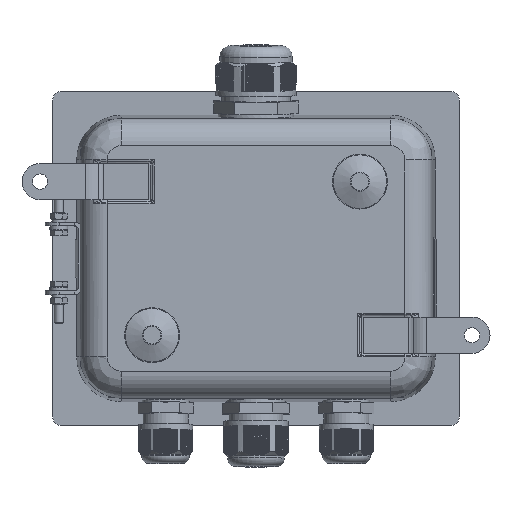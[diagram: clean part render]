
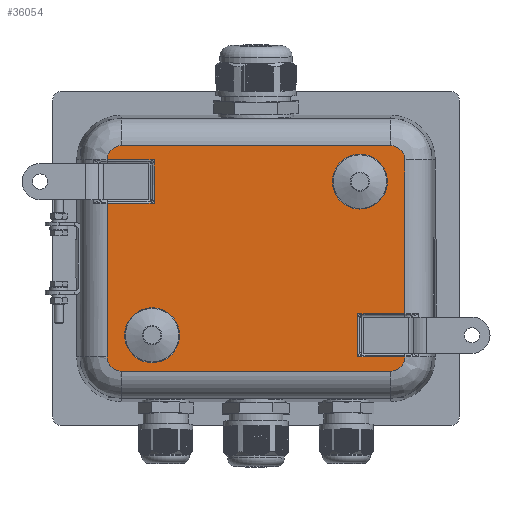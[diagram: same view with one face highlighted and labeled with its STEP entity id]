
A CAD part, front view. The second image highlights one B-rep face of the part: STEP entity #36054.
In plain terms, the highlighted planar face has unit normal (0, -1, 0).
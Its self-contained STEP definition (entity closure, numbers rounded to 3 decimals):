
#2486=LINE('',#49280,#5303);
#2487=LINE('',#49310,#5304);
#2492=LINE('',#49336,#5309);
#2496=LINE('',#49362,#5313);
#2502=LINE('',#49459,#5319);
#2504=LINE('',#49479,#5321);
#2510=LINE('',#49570,#5327);
#2514=LINE('',#49615,#5331);
#2519=LINE('',#49685,#5336);
#2520=LINE('',#49688,#5337);
#5303=VECTOR('',#40831,10.);
#5304=VECTOR('',#40846,10.);
#5309=VECTOR('',#40857,10.);
#5313=VECTOR('',#40873,10.);
#5319=VECTOR('',#40901,10.);
#5321=VECTOR('',#40911,10.);
#5327=VECTOR('',#40945,10.);
#5331=VECTOR('',#40969,10.);
#5336=VECTOR('',#40998,10.);
#5337=VECTOR('',#41003,10.);
#8198=FACE_BOUND('',#12186,.T.);
#8199=FACE_BOUND('',#12187,.T.);
#10253=FACE_OUTER_BOUND('',#12185,.T.);
#12185=EDGE_LOOP('',(#24352,#24353,#24354,#24355,#24356,#24357,#24358,#24359,
#24360,#24361,#24362,#24363,#24364,#24365));
#12186=EDGE_LOOP('',(#24366));
#12187=EDGE_LOOP('',(#24367));
#14153=CIRCLE('',#37977,7.896);
#14157=CIRCLE('',#37981,7.896);
#14161=CIRCLE('',#37986,7.896);
#14164=CIRCLE('',#37989,7.896);
#14203=CIRCLE('',#38066,15.194);
#14207=CIRCLE('',#38073,15.194);
#15166=VERTEX_POINT('',#49250);
#15169=VERTEX_POINT('',#49256);
#15170=VERTEX_POINT('',#49268);
#15173=VERTEX_POINT('',#49273);
#15174=VERTEX_POINT('',#49278);
#15176=VERTEX_POINT('',#49292);
#15177=VERTEX_POINT('',#49304);
#15178=VERTEX_POINT('',#49306);
#15184=VERTEX_POINT('',#49335);
#15190=VERTEX_POINT('',#49359);
#15200=VERTEX_POINT('',#49456);
#15204=VERTEX_POINT('',#49476);
#15216=VERTEX_POINT('',#49567);
#15226=VERTEX_POINT('',#49683);
#15232=VERTEX_POINT('',#49734);
#15235=VERTEX_POINT('',#49745);
#18744=EDGE_CURVE('',#15169,#15166,#14153,.T.);
#18748=EDGE_CURVE('',#15173,#15170,#14157,.T.);
#18751=EDGE_CURVE('',#15174,#15173,#2486,.T.);
#18754=EDGE_CURVE('',#15176,#15174,#14161,.T.);
#18757=EDGE_CURVE('',#15178,#15177,#14164,.T.);
#18758=EDGE_CURVE('',#15166,#15178,#2487,.T.);
#18766=EDGE_CURVE('',#15177,#15184,#2492,.T.);
#18776=EDGE_CURVE('',#15190,#15184,#2496,.T.);
#18793=EDGE_CURVE('',#15170,#15200,#2502,.T.);
#18799=EDGE_CURVE('',#15200,#15204,#2504,.T.);
#18817=EDGE_CURVE('',#15216,#15176,#2510,.T.);
#18828=EDGE_CURVE('',#15190,#15216,#2514,.T.);
#18840=EDGE_CURVE('',#15204,#15226,#2519,.T.);
#18842=EDGE_CURVE('',#15169,#15226,#2520,.T.);
#18853=EDGE_CURVE('',#15232,#15232,#14203,.T.);
#18857=EDGE_CURVE('',#15235,#15235,#14207,.T.);
#24352=ORIENTED_EDGE('',*,*,#18842,.T.);
#24353=ORIENTED_EDGE('',*,*,#18840,.F.);
#24354=ORIENTED_EDGE('',*,*,#18799,.F.);
#24355=ORIENTED_EDGE('',*,*,#18793,.F.);
#24356=ORIENTED_EDGE('',*,*,#18748,.F.);
#24357=ORIENTED_EDGE('',*,*,#18751,.F.);
#24358=ORIENTED_EDGE('',*,*,#18754,.F.);
#24359=ORIENTED_EDGE('',*,*,#18817,.F.);
#24360=ORIENTED_EDGE('',*,*,#18828,.F.);
#24361=ORIENTED_EDGE('',*,*,#18776,.T.);
#24362=ORIENTED_EDGE('',*,*,#18766,.F.);
#24363=ORIENTED_EDGE('',*,*,#18757,.F.);
#24364=ORIENTED_EDGE('',*,*,#18758,.F.);
#24365=ORIENTED_EDGE('',*,*,#18744,.F.);
#24366=ORIENTED_EDGE('',*,*,#18853,.F.);
#24367=ORIENTED_EDGE('',*,*,#18857,.F.);
#35026=PLANE('',#38072);
#36054=ADVANCED_FACE('',(#10253,#8198,#8199),#35026,.T.);
#37977=AXIS2_PLACEMENT_3D('',#49258,#40816,#40817);
#37981=AXIS2_PLACEMENT_3D('',#49275,#40824,#40825);
#37986=AXIS2_PLACEMENT_3D('',#49294,#40836,#40837);
#37989=AXIS2_PLACEMENT_3D('',#49308,#40842,#40843);
#38066=AXIS2_PLACEMENT_3D('',#49736,#41033,#41034);
#38072=AXIS2_PLACEMENT_3D('',#49744,#41045,#41046);
#38073=AXIS2_PLACEMENT_3D('',#49746,#41047,#41048);
#40816=DIRECTION('center_axis',(0.,1.,0.));
#40817=DIRECTION('ref_axis',(0.707,0.,-0.707));
#40824=DIRECTION('center_axis',(0.,1.,0.));
#40825=DIRECTION('ref_axis',(0.707,0.,0.707));
#40831=DIRECTION('',(1.,0.,0.));
#40836=DIRECTION('center_axis',(0.,1.,0.));
#40837=DIRECTION('ref_axis',(-0.707,0.,0.707));
#40842=DIRECTION('center_axis',(0.,1.,0.));
#40843=DIRECTION('ref_axis',(-0.707,0.,-0.707));
#40846=DIRECTION('',(-1.,0.,0.));
#40857=DIRECTION('',(0.,0.,1.));
#40873=DIRECTION('',(-1.,0.,0.));
#40901=DIRECTION('',(0.,0.,-1.));
#40911=DIRECTION('',(-1.,0.,0.));
#40945=DIRECTION('',(-1.,0.,0.));
#40969=DIRECTION('',(0.,0.,1.));
#40998=DIRECTION('',(0.,0.,-1.));
#41003=DIRECTION('',(-1.,0.,0.));
#41033=DIRECTION('center_axis',(0.,-1.,0.));
#41034=DIRECTION('ref_axis',(1.,0.,0.));
#41045=DIRECTION('center_axis',(0.,-1.,0.));
#41046=DIRECTION('ref_axis',(-1.,0.,0.));
#41047=DIRECTION('center_axis',(0.,-1.,0.));
#41048=DIRECTION('ref_axis',(1.,0.,0.));
#49250=CARTESIAN_POINT('',(74.5,4.,-62.396));
#49256=CARTESIAN_POINT('',(82.396,4.,-54.5));
#49258=CARTESIAN_POINT('Origin',(74.5,4.,-54.5));
#49268=CARTESIAN_POINT('',(82.396,4.,54.5));
#49273=CARTESIAN_POINT('',(74.5,4.,62.396));
#49275=CARTESIAN_POINT('Origin',(74.5,4.,54.5));
#49278=CARTESIAN_POINT('',(-74.5,4.,62.396));
#49280=CARTESIAN_POINT('',(-37.25,4.,62.396));
#49292=CARTESIAN_POINT('',(-82.396,4.,54.5));
#49294=CARTESIAN_POINT('Origin',(-74.5,4.,54.5));
#49304=CARTESIAN_POINT('',(-82.396,4.,-54.5));
#49306=CARTESIAN_POINT('',(-74.5,4.,-62.396));
#49308=CARTESIAN_POINT('Origin',(-74.5,4.,-54.5));
#49310=CARTESIAN_POINT('',(37.25,4.,-62.396));
#49335=CARTESIAN_POINT('',(-82.396,4.,30.5));
#49336=CARTESIAN_POINT('',(-82.396,4.,-27.25));
#49359=CARTESIAN_POINT('',(-56.396,4.,30.5));
#49362=CARTESIAN_POINT('',(-53.698,4.,30.5));
#49456=CARTESIAN_POINT('',(82.396,4.,-30.5));
#49459=CARTESIAN_POINT('',(82.396,4.,27.25));
#49476=CARTESIAN_POINT('',(56.396,4.,-30.5));
#49479=CARTESIAN_POINT('',(53.698,4.,-30.5));
#49567=CARTESIAN_POINT('',(-56.396,4.,54.5));
#49570=CARTESIAN_POINT('',(-28.698,4.,54.5));
#49615=CARTESIAN_POINT('',(-56.396,4.,15.75));
#49683=CARTESIAN_POINT('',(56.396,4.,-54.5));
#49685=CARTESIAN_POINT('',(56.396,4.,-15.75));
#49688=CARTESIAN_POINT('',(28.698,4.,-54.5));
#49734=CARTESIAN_POINT('',(42.301,4.,42.5));
#49736=CARTESIAN_POINT('Origin',(57.496,4.,42.5));
#49744=CARTESIAN_POINT('Origin',(0.,4.,
0.));
#49745=CARTESIAN_POINT('',(-72.69,4.,-42.5));
#49746=CARTESIAN_POINT('Origin',(-57.496,4.,-42.5));
